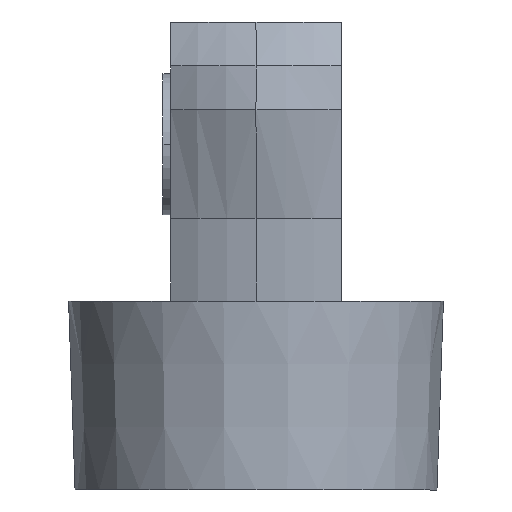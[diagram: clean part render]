
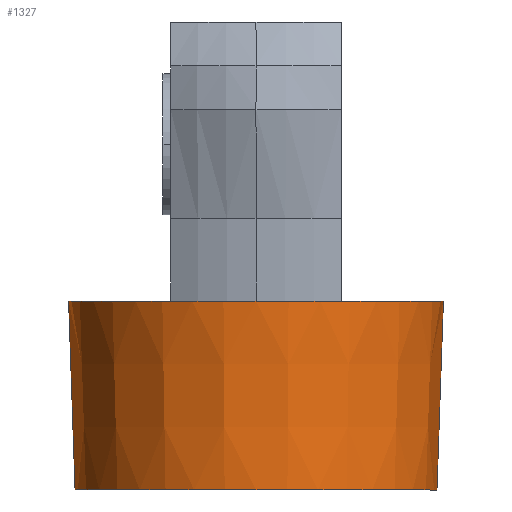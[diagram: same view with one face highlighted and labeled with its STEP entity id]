
A CAD part, front view. The second image highlights one B-rep face of the part: STEP entity #1327.
In plain terms, the highlighted conical face has half-angle 1.96 degrees and reference radius 7.975 mm.
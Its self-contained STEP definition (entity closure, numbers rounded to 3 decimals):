
#31 = CONICAL_SURFACE ( 'NONE', #1155, 7.975, 0.034 ) ;
#40 = VERTEX_POINT ( 'NONE', #765 ) ;
#45 = VECTOR ( 'NONE', #761, 1000. ) ;
#48 = FACE_OUTER_BOUND ( 'NONE', #360, .T. ) ;
#68 = LINE ( 'NONE', #1524, #45 ) ;
#123 = AXIS2_PLACEMENT_3D ( 'NONE', #611, #1385, #592 ) ;
#280 = VERTEX_POINT ( 'NONE', #439 ) ;
#317 = DIRECTION ( 'NONE',  ( 0., 0., 1. ) ) ;
#360 = EDGE_LOOP ( 'NONE', ( #1660, #1532, #571, #498 ) ) ;
#388 = EDGE_CURVE ( 'NONE', #420, #280, #68, .T. ) ;
#420 = VERTEX_POINT ( 'NONE', #499 ) ;
#439 = CARTESIAN_POINT ( 'NONE',  ( -20.16, -26.257, 7.371 ) ) ;
#498 = ORIENTED_EDGE ( 'NONE', *, *, #567, .T. ) ;
#499 = CARTESIAN_POINT ( 'NONE',  ( -19.885, -26.257, -0.665 ) ) ;
#517 = DIRECTION ( 'NONE',  ( 0., 0., -1. ) ) ;
#567 = EDGE_CURVE ( 'NONE', #40, #280, #1113, .T. ) ;
#571 = ORIENTED_EDGE ( 'NONE', *, *, #950, .T. ) ;
#592 = DIRECTION ( 'NONE',  ( -1., 0., 0. ) ) ;
#611 = CARTESIAN_POINT ( 'NONE',  ( -12.185, -26.257, -0.665 ) ) ;
#761 = DIRECTION ( 'NONE',  ( -0.034, 0., 0.999 ) ) ;
#765 = CARTESIAN_POINT ( 'NONE',  ( -4.21, -26.257, 7.371 ) ) ;
#767 = VECTOR ( 'NONE', #1424, 1000. ) ;
#809 = DIRECTION ( 'NONE',  ( -1., 0., 0. ) ) ;
#844 = CARTESIAN_POINT ( 'NONE',  ( -12.185, -26.257, 7.371 ) ) ;
#950 = EDGE_CURVE ( 'NONE', #1008, #40, #1464, .T. ) ;
#1008 = VERTEX_POINT ( 'NONE', #1674 ) ;
#1015 = AXIS2_PLACEMENT_3D ( 'NONE', #1426, #517, #809 ) ;
#1023 = CARTESIAN_POINT ( 'NONE',  ( -4.21, -26.257, 7.371 ) ) ;
#1113 = CIRCLE ( 'NONE', #1015, 7.975 ) ;
#1155 = AXIS2_PLACEMENT_3D ( 'NONE', #844, #317, #1498 ) ;
#1327 = ADVANCED_FACE ( 'NONE', ( #48 ), #31, .T. ) ;
#1344 = EDGE_CURVE ( 'NONE', #1008, #420, #1421, .T. ) ;
#1385 = DIRECTION ( 'NONE',  ( 0., 0., -1. ) ) ;
#1421 = CIRCLE ( 'NONE', #123, 7.7 ) ;
#1424 = DIRECTION ( 'NONE',  ( 0.034, 0., 0.999 ) ) ;
#1426 = CARTESIAN_POINT ( 'NONE',  ( -12.185, -26.257, 7.371 ) ) ;
#1464 = LINE ( 'NONE', #1023, #767 ) ;
#1498 = DIRECTION ( 'NONE',  ( 1., 0., 0. ) ) ;
#1524 = CARTESIAN_POINT ( 'NONE',  ( -20.16, -26.257, 7.371 ) ) ;
#1532 = ORIENTED_EDGE ( 'NONE', *, *, #1344, .F. ) ;
#1660 = ORIENTED_EDGE ( 'NONE', *, *, #388, .F. ) ;
#1674 = CARTESIAN_POINT ( 'NONE',  ( -4.485, -26.257, -0.665 ) ) ;
